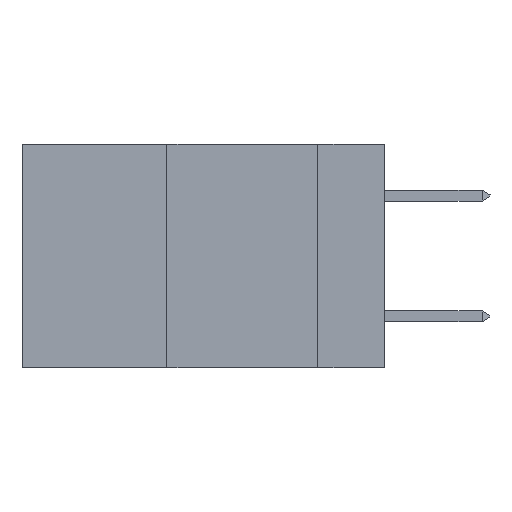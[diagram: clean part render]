
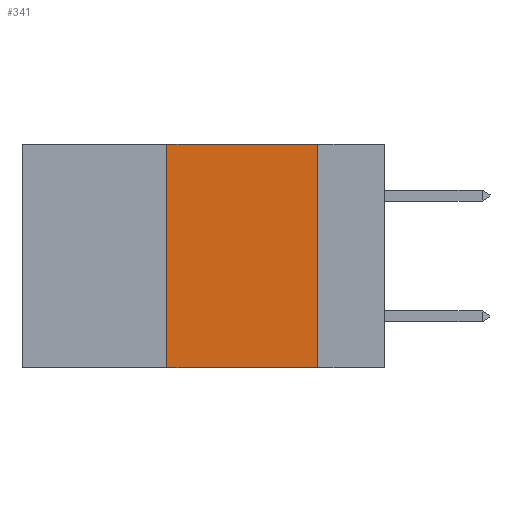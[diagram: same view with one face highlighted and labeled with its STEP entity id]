
A CAD part, left-side view. The second image highlights one B-rep face of the part: STEP entity #341.
In plain terms, the highlighted planar face has unit normal (-1, 0, 0).
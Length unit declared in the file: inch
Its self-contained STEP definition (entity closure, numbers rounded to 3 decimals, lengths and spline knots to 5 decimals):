
#314 = LINE ( 'NONE', #13159, #5101 ) ;
#317 = DIRECTION ( 'NONE',  ( 0., -1., 0. ) ) ;
#341 = ADVANCED_FACE ( 'NONE', ( #4818 ), #3551, .F. ) ;
#370 = VECTOR ( 'NONE', #3913, 39.37008 ) ;
#1019 = VECTOR ( 'NONE', #317, 39.37008 ) ;
#1529 = ORIENTED_EDGE ( 'NONE', *, *, #5398, .F. ) ;
#2171 = LINE ( 'NONE', #5212, #1019 ) ;
#2205 = ORIENTED_EDGE ( 'NONE', *, *, #5974, .F. ) ;
#2332 = LINE ( 'NONE', #16984, #370 ) ;
#2720 = LINE ( 'NONE', #12455, #13243 ) ;
#3353 = CARTESIAN_POINT ( 'NONE',  ( 0., 0.11, -0.37 ) ) ;
#3450 = DIRECTION ( 'NONE',  ( 0., 0., -1. ) ) ;
#3551 = PLANE ( 'NONE',  #17020 ) ;
#3913 = DIRECTION ( 'NONE',  ( 0., 0., 1. ) ) ;
#4818 = FACE_OUTER_BOUND ( 'NONE', #5407, .T. ) ;
#5062 = VERTEX_POINT ( 'NONE', #3353 ) ;
#5101 = VECTOR ( 'NONE', #14416, 39.37008 ) ;
#5212 = CARTESIAN_POINT ( 'NONE',  ( 0., 0.6, -0.37 ) ) ;
#5398 = EDGE_CURVE ( 'NONE', #14286, #13198, #314, .T. ) ;
#5407 = EDGE_LOOP ( 'NONE', ( #10617, #1529, #2205, #20329 ) ) ;
#5870 = DIRECTION ( 'NONE',  ( 0., 0., -1. ) ) ;
#5974 = EDGE_CURVE ( 'NONE', #17824, #14286, #2332, .T. ) ;
#7017 = EDGE_CURVE ( 'NONE', #17824, #5062, #2171, .T. ) ;
#8258 = CARTESIAN_POINT ( 'NONE',  ( 0., 0.6, 0. ) ) ;
#10467 = CARTESIAN_POINT ( 'NONE',  ( 0., 0.36, -0.37 ) ) ;
#10617 = ORIENTED_EDGE ( 'NONE', *, *, #14664, .F. ) ;
#12455 = CARTESIAN_POINT ( 'NONE',  ( 0., 0.11, 0. ) ) ;
#13159 = CARTESIAN_POINT ( 'NONE',  ( 0., 0.6, 0. ) ) ;
#13198 = VERTEX_POINT ( 'NONE', #13370 ) ;
#13243 = VECTOR ( 'NONE', #5870, 39.37008 ) ;
#13370 = CARTESIAN_POINT ( 'NONE',  ( 0., 0.11, 0. ) ) ;
#14286 = VERTEX_POINT ( 'NONE', #17047 ) ;
#14416 = DIRECTION ( 'NONE',  ( 0., -1., 0. ) ) ;
#14664 = EDGE_CURVE ( 'NONE', #13198, #5062, #2720, .T. ) ;
#16984 = CARTESIAN_POINT ( 'NONE',  ( 0., 0.36, 0. ) ) ;
#17020 = AXIS2_PLACEMENT_3D ( 'NONE', #8258, #19151, #3450 ) ;
#17047 = CARTESIAN_POINT ( 'NONE',  ( 0., 0.36, 0. ) ) ;
#17824 = VERTEX_POINT ( 'NONE', #10467 ) ;
#19151 = DIRECTION ( 'NONE',  ( 1., 0., 0. ) ) ;
#20329 = ORIENTED_EDGE ( 'NONE', *, *, #7017, .T. ) ;
